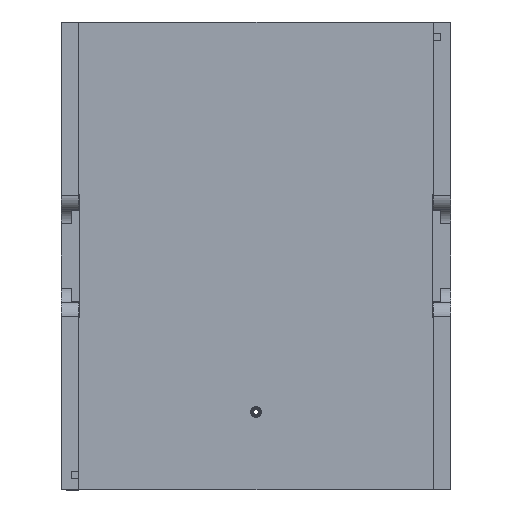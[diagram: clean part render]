
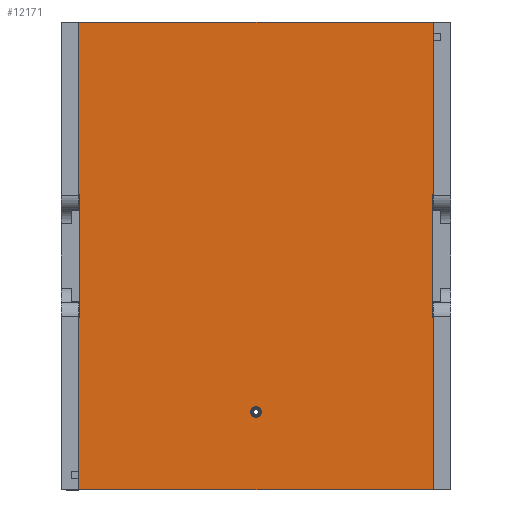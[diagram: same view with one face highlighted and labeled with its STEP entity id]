
A CAD part, front view. The second image highlights one B-rep face of the part: STEP entity #12171.
In plain terms, the highlighted planar face has unit normal (0, -1, 0).
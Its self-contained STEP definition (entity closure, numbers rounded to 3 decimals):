
#4 = DIRECTION ( 'NONE',  ( 0., 0., -1. ) ) ;
#83 = VERTEX_POINT ( 'NONE', #2978 ) ;
#179 = CARTESIAN_POINT ( 'NONE',  ( 170.5, 0., -225. ) ) ;
#180 = LINE ( 'NONE', #10801, #5125 ) ;
#240 = CARTESIAN_POINT ( 'NONE',  ( 0., 0., -150. ) ) ;
#339 = ORIENTED_EDGE ( 'NONE', *, *, #8366, .F. ) ;
#450 = CARTESIAN_POINT ( 'NONE',  ( 0., 0., -150. ) ) ;
#491 = DIRECTION ( 'NONE',  ( 0., 0., -1. ) ) ;
#510 = LINE ( 'NONE', #4716, #10645 ) ;
#513 = VERTEX_POINT ( 'NONE', #3651 ) ;
#520 = CARTESIAN_POINT ( 'NONE',  ( -170.5, 0., 225. ) ) ;
#536 = ORIENTED_EDGE ( 'NONE', *, *, #5571, .T. ) ;
#1034 = ORIENTED_EDGE ( 'NONE', *, *, #4504, .F. ) ;
#1248 = CARTESIAN_POINT ( 'NONE',  ( -170.5, 0., 225. ) ) ;
#1279 = CIRCLE ( 'NONE', #11425, 3.2 ) ;
#1305 = CARTESIAN_POINT ( 'NONE',  ( -170.5, 0., -59.124 ) ) ;
#1363 = ORIENTED_EDGE ( 'NONE', *, *, #8019, .T. ) ;
#1409 = VECTOR ( 'NONE', #10012, 1000. ) ;
#1543 = FACE_OUTER_BOUND ( 'NONE', #10808, .T. ) ;
#1925 = CARTESIAN_POINT ( 'NONE',  ( -169.5, 0., -56.8 ) ) ;
#2116 = EDGE_CURVE ( 'NONE', #8834, #7596, #8894, .T. ) ;
#2170 = VECTOR ( 'NONE', #8573, 1000. ) ;
#2270 = CARTESIAN_POINT ( 'NONE',  ( -172.7, 0., -56.8 ) ) ;
#2294 = CARTESIAN_POINT ( 'NONE',  ( 177.5, 0., -225. ) ) ;
#2654 = DIRECTION ( 'NONE',  ( 0., 0., -1. ) ) ;
#2693 = VERTEX_POINT ( 'NONE', #2800 ) ;
#2785 = EDGE_CURVE ( 'NONE', #513, #13106, #1279, .T. ) ;
#2800 = CARTESIAN_POINT ( 'NONE',  ( -170.5, 0., 59.124 ) ) ;
#2911 = DIRECTION ( 'NONE',  ( 0., 1., 0. ) ) ;
#2978 = CARTESIAN_POINT ( 'NONE',  ( 170.5, 0., 59.124 ) ) ;
#3240 = ORIENTED_EDGE ( 'NONE', *, *, #10287, .T. ) ;
#3510 = AXIS2_PLACEMENT_3D ( 'NONE', #6086, #2911, #4079 ) ;
#3651 = CARTESIAN_POINT ( 'NONE',  ( 169.5, 0., -56.8 ) ) ;
#3739 = VERTEX_POINT ( 'NONE', #5943 ) ;
#3971 = CARTESIAN_POINT ( 'NONE',  ( 172.7, 0., 56.8 ) ) ;
#3975 = EDGE_CURVE ( 'NONE', #9495, #2693, #4352, .T. ) ;
#4079 = DIRECTION ( 'NONE',  ( 0., 0., 1. ) ) ;
#4100 = CARTESIAN_POINT ( 'NONE',  ( -170.5, 0., -225. ) ) ;
#4191 = AXIS2_PLACEMENT_3D ( 'NONE', #2270, #6489, #4 ) ;
#4271 = CARTESIAN_POINT ( 'NONE',  ( 177.5, 0., 225. ) ) ;
#4352 = LINE ( 'NONE', #1248, #2170 ) ;
#4384 = ORIENTED_EDGE ( 'NONE', *, *, #7447, .T. ) ;
#4408 = VECTOR ( 'NONE', #6973, 1000. ) ;
#4504 = EDGE_CURVE ( 'NONE', #13106, #13424, #9052, .T. ) ;
#4614 = ORIENTED_EDGE ( 'NONE', *, *, #3975, .T. ) ;
#4675 = CIRCLE ( 'NONE', #12421, 3.2 ) ;
#4716 = CARTESIAN_POINT ( 'NONE',  ( -169.5, 0., -56.8 ) ) ;
#4915 = CARTESIAN_POINT ( 'NONE',  ( -172.7, 0., 56.8 ) ) ;
#5125 = VECTOR ( 'NONE', #8459, 1000. ) ;
#5195 = CARTESIAN_POINT ( 'NONE',  ( 170.5, 0., 225. ) ) ;
#5544 = ORIENTED_EDGE ( 'NONE', *, *, #9668, .T. ) ;
#5571 = EDGE_CURVE ( 'NONE', #12611, #10271, #12907, .T. ) ;
#5669 = ORIENTED_EDGE ( 'NONE', *, *, #2785, .F. ) ;
#5729 = CIRCLE ( 'NONE', #4191, 3.2 ) ;
#5762 = CIRCLE ( 'NONE', #6450, 5.5 ) ;
#5873 = VECTOR ( 'NONE', #6383, 1000. ) ;
#5943 = CARTESIAN_POINT ( 'NONE',  ( -169.5, 0., 56.8 ) ) ;
#6070 = LINE ( 'NONE', #12445, #4408 ) ;
#6086 = CARTESIAN_POINT ( 'NONE',  ( 0., 0., 0. ) ) ;
#6383 = DIRECTION ( 'NONE',  ( 0., 0., -1. ) ) ;
#6450 = AXIS2_PLACEMENT_3D ( 'NONE', #240, #7489, #8596 ) ;
#6489 = DIRECTION ( 'NONE',  ( 0., 1., 0. ) ) ;
#6511 = DIRECTION ( 'NONE',  ( -1., 0., 0. ) ) ;
#6712 = ORIENTED_EDGE ( 'NONE', *, *, #10406, .F. ) ;
#6840 = AXIS2_PLACEMENT_3D ( 'NONE', #3971, #9022, #13319 ) ;
#6973 = DIRECTION ( 'NONE',  ( 0., 0., -1. ) ) ;
#7447 = EDGE_CURVE ( 'NONE', #3739, #11360, #510, .T. ) ;
#7489 = DIRECTION ( 'NONE',  ( 0., 1., 0. ) ) ;
#7596 = VERTEX_POINT ( 'NONE', #4100 ) ;
#7758 = EDGE_CURVE ( 'NONE', #10173, #513, #180, .T. ) ;
#8019 = EDGE_CURVE ( 'NONE', #2693, #3739, #4675, .T. ) ;
#8214 = VECTOR ( 'NONE', #6511, 1000. ) ;
#8366 = EDGE_CURVE ( 'NONE', #13424, #7596, #11756, .T. ) ;
#8459 = DIRECTION ( 'NONE',  ( 0., 0., -1. ) ) ;
#8573 = DIRECTION ( 'NONE',  ( 0., 0., -1. ) ) ;
#8596 = DIRECTION ( 'NONE',  ( 0., 0., 1. ) ) ;
#8834 = VERTEX_POINT ( 'NONE', #1305 ) ;
#8894 = LINE ( 'NONE', #10514, #5873 ) ;
#8993 = CARTESIAN_POINT ( 'NONE',  ( 172.7, 0., -56.8 ) ) ;
#9022 = DIRECTION ( 'NONE',  ( 0., -1., 0. ) ) ;
#9052 = LINE ( 'NONE', #12021, #1409 ) ;
#9450 = VERTEX_POINT ( 'NONE', #5195 ) ;
#9495 = VERTEX_POINT ( 'NONE', #520 ) ;
#9668 = EDGE_CURVE ( 'NONE', #10271, #12611, #5762, .T. ) ;
#9699 = ORIENTED_EDGE ( 'NONE', *, *, #12732, .F. ) ;
#9741 = CARTESIAN_POINT ( 'NONE',  ( 0., 0., -155.5 ) ) ;
#9818 = DIRECTION ( 'NONE',  ( 0., -1., 0. ) ) ;
#9906 = DIRECTION ( 'NONE',  ( 0., 1., 0. ) ) ;
#10012 = DIRECTION ( 'NONE',  ( 0., 0., -1. ) ) ;
#10173 = VERTEX_POINT ( 'NONE', #12789 ) ;
#10271 = VERTEX_POINT ( 'NONE', #11729 ) ;
#10287 = EDGE_CURVE ( 'NONE', #11360, #8834, #5729, .T. ) ;
#10406 = EDGE_CURVE ( 'NONE', #83, #10173, #12370, .T. ) ;
#10514 = CARTESIAN_POINT ( 'NONE',  ( -170.5, 0., 225. ) ) ;
#10554 = DIRECTION ( 'NONE',  ( 1., 0., 0. ) ) ;
#10596 = CARTESIAN_POINT ( 'NONE',  ( 170.5, 0., -59.124 ) ) ;
#10624 = LINE ( 'NONE', #4271, #10818 ) ;
#10645 = VECTOR ( 'NONE', #2654, 1000. ) ;
#10801 = CARTESIAN_POINT ( 'NONE',  ( 169.5, 0., -56.8 ) ) ;
#10808 = EDGE_LOOP ( 'NONE', ( #6712, #9699, #11040, #4614, #1363, #4384, #3240, #11796, #339, #1034, #5669, #13609 ) ) ;
#10818 = VECTOR ( 'NONE', #10554, 1000. ) ;
#11015 = DIRECTION ( 'NONE',  ( 0., 0., 1. ) ) ;
#11040 = ORIENTED_EDGE ( 'NONE', *, *, #11330, .F. ) ;
#11330 = EDGE_CURVE ( 'NONE', #9495, #9450, #10624, .T. ) ;
#11335 = EDGE_LOOP ( 'NONE', ( #5544, #536 ) ) ;
#11339 = AXIS2_PLACEMENT_3D ( 'NONE', #450, #9906, #11015 ) ;
#11340 = PLANE ( 'NONE',  #3510 ) ;
#11360 = VERTEX_POINT ( 'NONE', #1925 ) ;
#11425 = AXIS2_PLACEMENT_3D ( 'NONE', #8993, #9818, #491 ) ;
#11484 = DIRECTION ( 'NONE',  ( 0., 0., 1. ) ) ;
#11729 = CARTESIAN_POINT ( 'NONE',  ( 0., 0., -144.5 ) ) ;
#11756 = LINE ( 'NONE', #2294, #8214 ) ;
#11796 = ORIENTED_EDGE ( 'NONE', *, *, #2116, .T. ) ;
#12021 = CARTESIAN_POINT ( 'NONE',  ( 170.5, 0., 225. ) ) ;
#12171 = ADVANCED_FACE ( 'NONE', ( #12391, #1543 ), #11340, .F. ) ;
#12322 = DIRECTION ( 'NONE',  ( 0., 1., 0. ) ) ;
#12370 = CIRCLE ( 'NONE', #6840, 3.2 ) ;
#12391 = FACE_BOUND ( 'NONE', #11335, .T. ) ;
#12421 = AXIS2_PLACEMENT_3D ( 'NONE', #4915, #12322, #11484 ) ;
#12445 = CARTESIAN_POINT ( 'NONE',  ( 170.5, 0., 225. ) ) ;
#12611 = VERTEX_POINT ( 'NONE', #9741 ) ;
#12732 = EDGE_CURVE ( 'NONE', #9450, #83, #6070, .T. ) ;
#12789 = CARTESIAN_POINT ( 'NONE',  ( 169.5, 0., 56.8 ) ) ;
#12907 = CIRCLE ( 'NONE', #11339, 5.5 ) ;
#13106 = VERTEX_POINT ( 'NONE', #10596 ) ;
#13319 = DIRECTION ( 'NONE',  ( 0., 0., 1. ) ) ;
#13424 = VERTEX_POINT ( 'NONE', #179 ) ;
#13609 = ORIENTED_EDGE ( 'NONE', *, *, #7758, .F. ) ;
